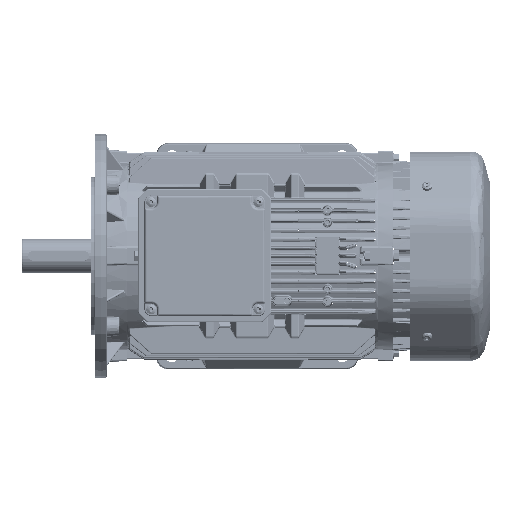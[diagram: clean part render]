
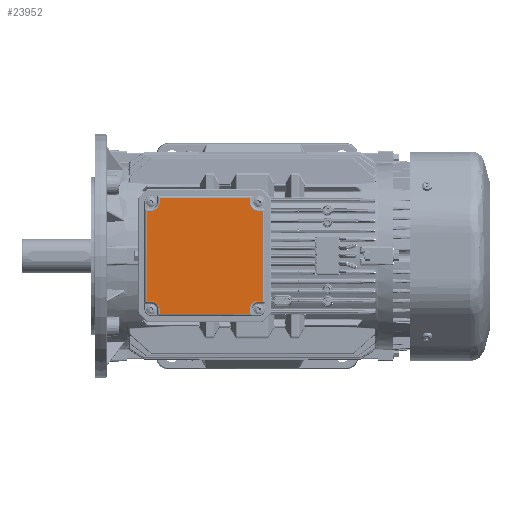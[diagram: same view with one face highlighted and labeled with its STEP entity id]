
A CAD part, top view. The second image highlights one B-rep face of the part: STEP entity #23952.
In plain terms, the highlighted planar face has unit normal (0, 0, 1).
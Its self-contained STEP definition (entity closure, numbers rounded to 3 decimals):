
#23952=ADVANCED_FACE('',(#33200),#26649,.T.);
#26649=PLANE('',#150507);
#33200=FACE_OUTER_BOUND('',#41028,.T.);
#41028=EDGE_LOOP('',(#73374,#73375,#73376,#73377,#73378,#73379,#73380,#73381,
#73382,#73383,#73384,#73385,#73386,#73387,#73388,#73389));
#73374=ORIENTED_EDGE('',*,*,#114276,.T.);
#73375=ORIENTED_EDGE('',*,*,#114277,.T.);
#73376=ORIENTED_EDGE('',*,*,#114278,.T.);
#73377=ORIENTED_EDGE('',*,*,#114279,.T.);
#73378=ORIENTED_EDGE('',*,*,#114280,.T.);
#73379=ORIENTED_EDGE('',*,*,#114281,.T.);
#73380=ORIENTED_EDGE('',*,*,#114282,.T.);
#73381=ORIENTED_EDGE('',*,*,#114274,.T.);
#73382=ORIENTED_EDGE('',*,*,#114283,.T.);
#73383=ORIENTED_EDGE('',*,*,#114284,.T.);
#73384=ORIENTED_EDGE('',*,*,#114285,.T.);
#73385=ORIENTED_EDGE('',*,*,#114286,.T.);
#73386=ORIENTED_EDGE('',*,*,#114287,.T.);
#73387=ORIENTED_EDGE('',*,*,#114288,.T.);
#73388=ORIENTED_EDGE('',*,*,#114289,.T.);
#73389=ORIENTED_EDGE('',*,*,#114290,.T.);
#92201=VERTEX_POINT('',#268175);
#92202=VERTEX_POINT('',#268177);
#92203=VERTEX_POINT('',#268190);
#92204=VERTEX_POINT('',#268191);
#92205=VERTEX_POINT('',#268193);
#92206=VERTEX_POINT('',#268195);
#92207=VERTEX_POINT('',#268197);
#92208=VERTEX_POINT('',#268199);
#92209=VERTEX_POINT('',#268201);
#92210=VERTEX_POINT('',#268204);
#92211=VERTEX_POINT('',#268206);
#92212=VERTEX_POINT('',#268208);
#92213=VERTEX_POINT('',#268210);
#92214=VERTEX_POINT('',#268212);
#92215=VERTEX_POINT('',#268214);
#92216=VERTEX_POINT('',#268216);
#114274=EDGE_CURVE('',#92202,#92201,#124890,.T.);
#114276=EDGE_CURVE('',#92203,#92204,#124891,.T.);
#114277=EDGE_CURVE('',#92204,#92205,#138776,.T.);
#114278=EDGE_CURVE('',#92205,#92206,#124892,.T.);
#114279=EDGE_CURVE('',#92206,#92207,#124893,.T.);
#114280=EDGE_CURVE('',#92207,#92208,#124894,.T.);
#114281=EDGE_CURVE('',#92208,#92209,#138777,.T.);
#114282=EDGE_CURVE('',#92209,#92202,#124895,.T.);
#114283=EDGE_CURVE('',#92201,#92210,#124896,.T.);
#114284=EDGE_CURVE('',#92210,#92211,#138778,.T.);
#114285=EDGE_CURVE('',#92211,#92212,#124897,.T.);
#114286=EDGE_CURVE('',#92212,#92213,#124898,.T.);
#114287=EDGE_CURVE('',#92213,#92214,#124899,.T.);
#114288=EDGE_CURVE('',#92214,#92215,#138779,.T.);
#114289=EDGE_CURVE('',#92215,#92216,#124900,.T.);
#114290=EDGE_CURVE('',#92216,#92203,#124901,.T.);
#124890=LINE('',#268176,#132807);
#124891=LINE('',#268189,#132808);
#124892=LINE('',#268194,#132809);
#124893=LINE('',#268196,#132810);
#124894=LINE('',#268198,#132811);
#124895=LINE('',#268202,#132812);
#124896=LINE('',#268203,#132813);
#124897=LINE('',#268207,#132814);
#124898=LINE('',#268209,#132815);
#124899=LINE('',#268211,#132816);
#124900=LINE('',#268215,#132817);
#124901=LINE('',#268217,#132818);
#132807=VECTOR('',#180757,1.);
#132808=VECTOR('',#180760,1.);
#132809=VECTOR('',#180763,1.);
#132810=VECTOR('',#180764,1.);
#132811=VECTOR('',#180765,1.);
#132812=VECTOR('',#180768,1.);
#132813=VECTOR('',#180769,1.);
#132814=VECTOR('',#180772,1.);
#132815=VECTOR('',#180773,1.);
#132816=VECTOR('',#180774,1.);
#132817=VECTOR('',#180777,1.);
#132818=VECTOR('',#180778,1.);
#138776=CIRCLE('',#150503,7.);
#138777=CIRCLE('',#150504,7.);
#138778=CIRCLE('',#150505,7.);
#138779=CIRCLE('',#150506,7.);
#150503=AXIS2_PLACEMENT_3D('',#268192,#180761,#180762);
#150504=AXIS2_PLACEMENT_3D('',#268200,#180766,#180767);
#150505=AXIS2_PLACEMENT_3D('',#268205,#180770,#180771);
#150506=AXIS2_PLACEMENT_3D('',#268213,#180775,#180776);
#150507=AXIS2_PLACEMENT_3D('',#268218,#180779,#180780);
#180757=DIRECTION('',(0.,1.,0.));
#180760=DIRECTION('',(1.,0.,0.));
#180761=DIRECTION('',(0.,0.,-1.));
#180762=DIRECTION('',(-1.,0.,0.));
#180763=DIRECTION('',(0.,-1.,0.));
#180764=DIRECTION('',(1.,0.,0.));
#180765=DIRECTION('',(0.,1.,0.));
#180766=DIRECTION('',(0.,0.,-1.));
#180767=DIRECTION('',(-1.,0.,0.));
#180768=DIRECTION('',(1.,0.,0.));
#180769=DIRECTION('',(-1.,0.,0.));
#180770=DIRECTION('',(0.,0.,-1.));
#180771=DIRECTION('',(-1.,0.,0.));
#180772=DIRECTION('',(0.,1.,0.));
#180773=DIRECTION('',(-1.,0.,0.));
#180774=DIRECTION('',(0.,-1.,0.));
#180775=DIRECTION('',(0.,0.,-1.));
#180776=DIRECTION('',(-1.,0.,0.));
#180777=DIRECTION('',(-1.,0.,0.));
#180778=DIRECTION('',(0.,-1.,0.));
#180779=DIRECTION('',(0.,0.,1.));
#180780=DIRECTION('',(1.,0.,0.));
#268175=CARTESIAN_POINT('',(115.,37.,133.05));
#268176=CARTESIAN_POINT('',(115.,39.,133.05));
#268177=CARTESIAN_POINT('',(115.,-37.,133.05));
#268189=CARTESIAN_POINT('',(23.5,-37.,133.05));
#268190=CARTESIAN_POINT('',(20.,-37.,133.05));
#268191=CARTESIAN_POINT('',(23.5,-37.,133.05));
#268192=CARTESIAN_POINT('',(23.5,-44.,133.05));
#268193=CARTESIAN_POINT('',(30.5,-44.,133.05));
#268194=CARTESIAN_POINT('',(30.5,-49.5,133.05));
#268195=CARTESIAN_POINT('',(30.5,-47.5,133.05));
#268196=CARTESIAN_POINT('',(106.5,-47.5,133.05));
#268197=CARTESIAN_POINT('',(104.5,-47.5,133.05));
#268198=CARTESIAN_POINT('',(104.5,-44.,133.05));
#268199=CARTESIAN_POINT('',(104.5,-44.,133.05));
#268200=CARTESIAN_POINT('',(111.5,-44.,133.05));
#268201=CARTESIAN_POINT('',(111.5,-37.,133.05));
#268202=CARTESIAN_POINT('',(117.,-37.,133.05));
#268203=CARTESIAN_POINT('',(111.5,37.,133.05));
#268204=CARTESIAN_POINT('',(111.5,37.,133.05));
#268205=CARTESIAN_POINT('',(111.5,44.,133.05));
#268206=CARTESIAN_POINT('',(104.5,44.,133.05));
#268207=CARTESIAN_POINT('',(104.5,49.5,133.05));
#268208=CARTESIAN_POINT('',(104.5,47.5,133.05));
#268209=CARTESIAN_POINT('',(28.5,47.5,133.05));
#268210=CARTESIAN_POINT('',(30.5,47.5,133.05));
#268211=CARTESIAN_POINT('',(30.5,44.,133.05));
#268212=CARTESIAN_POINT('',(30.5,44.,133.05));
#268213=CARTESIAN_POINT('',(23.5,44.,133.05));
#268214=CARTESIAN_POINT('',(23.5,37.,133.05));
#268215=CARTESIAN_POINT('',(18.,37.,133.05));
#268216=CARTESIAN_POINT('',(20.,37.,133.05));
#268217=CARTESIAN_POINT('',(20.,-39.,133.05));
#268218=CARTESIAN_POINT('',(23.5,-44.,133.05));
